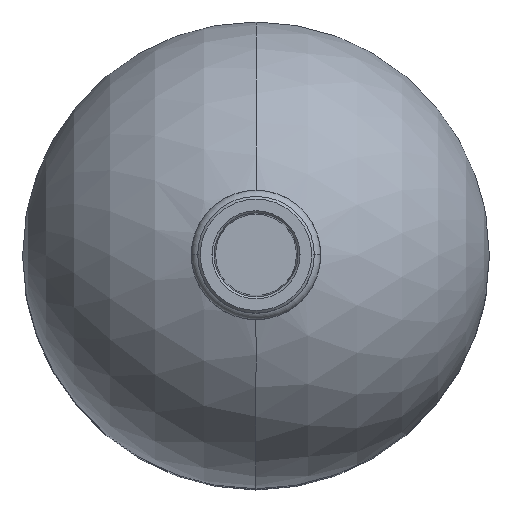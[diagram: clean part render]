
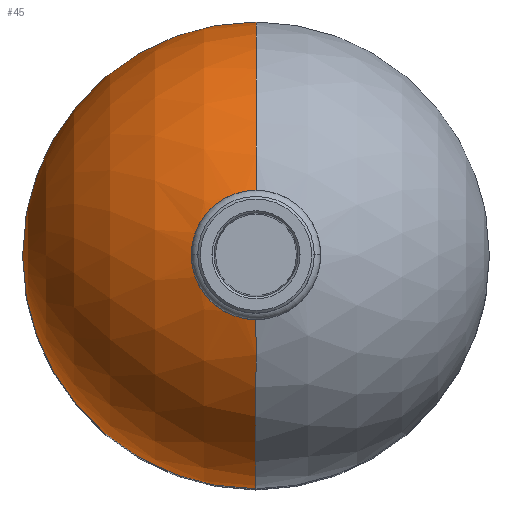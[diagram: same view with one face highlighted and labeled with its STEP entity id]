
A CAD part, top view. The second image highlights one B-rep face of the part: STEP entity #45.
In plain terms, the highlighted spherical face has radius 69.85 mm.
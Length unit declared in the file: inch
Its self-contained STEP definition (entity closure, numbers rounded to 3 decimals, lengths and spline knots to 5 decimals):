
#3 = DIRECTION ( 'NONE',  ( -1., 0., 0. ) ) ;
#9 = CARTESIAN_POINT ( 'NONE',  ( 0., 0., 4.25 ) ) ;
#28 = CARTESIAN_POINT ( 'NONE',  ( -2.75, 0., 4.25 ) ) ;
#36 = DIRECTION ( 'NONE',  ( -1., 0., 0. ) ) ;
#43 = AXIS2_PLACEMENT_3D ( 'NONE', #220, #376, #169 ) ;
#45 = ADVANCED_FACE ( 'NONE', ( #440 ), #232, .T. ) ;
#55 = AXIS2_PLACEMENT_3D ( 'NONE', #562, #128, #233 ) ;
#57 = DIRECTION ( 'NONE',  ( -1., 0., 0. ) ) ;
#71 = DIRECTION ( 'NONE',  ( 1., 0., 0. ) ) ;
#74 = CARTESIAN_POINT ( 'NONE',  ( -0.7625, 0., 6.89218 ) ) ;
#127 = CARTESIAN_POINT ( 'NONE',  ( 0., 0., 6.89218 ) ) ;
#128 = DIRECTION ( 'NONE',  ( 0., 0., 1. ) ) ;
#154 = VERTEX_POINT ( 'NONE', #179 ) ;
#169 = DIRECTION ( 'NONE',  ( 0., 0., -1. ) ) ;
#179 = CARTESIAN_POINT ( 'NONE',  ( 0., -2.75, 4.25 ) ) ;
#184 = ORIENTED_EDGE ( 'NONE', *, *, #199, .T. ) ;
#191 = VERTEX_POINT ( 'NONE', #345 ) ;
#199 = EDGE_CURVE ( 'NONE', #191, #282, #630, .T. ) ;
#205 = ORIENTED_EDGE ( 'NONE', *, *, #250, .T. ) ;
#220 = CARTESIAN_POINT ( 'NONE',  ( 0., 0., 4.25 ) ) ;
#222 = DIRECTION ( 'NONE',  ( 0., 0., 1. ) ) ;
#232 = SPHERICAL_SURFACE ( 'NONE', #412, 2.75 ) ;
#233 = DIRECTION ( 'NONE',  ( 1., 0., 0. ) ) ;
#240 = CIRCLE ( 'NONE', #627, 2.75 ) ;
#250 = EDGE_CURVE ( 'NONE', #282, #154, #240, .T. ) ;
#258 = ORIENTED_EDGE ( 'NONE', *, *, #573, .F. ) ;
#276 = AXIS2_PLACEMENT_3D ( 'NONE', #647, #426, #57 ) ;
#282 = VERTEX_POINT ( 'NONE', #28 ) ;
#292 = CARTESIAN_POINT ( 'NONE',  ( 0., 0.7625, 6.89218 ) ) ;
#294 = CARTESIAN_POINT ( 'NONE',  ( 0., -0.7625, 6.89218 ) ) ;
#335 = VERTEX_POINT ( 'NONE', #294 ) ;
#340 = DIRECTION ( 'NONE',  ( -1., 0., 0. ) ) ;
#345 = CARTESIAN_POINT ( 'NONE',  ( 0., 2.75, 4.25 ) ) ;
#376 = DIRECTION ( 'NONE',  ( 1., 0., 0. ) ) ;
#379 = CARTESIAN_POINT ( 'NONE',  ( 0., 0., 4.25 ) ) ;
#412 = AXIS2_PLACEMENT_3D ( 'NONE', #379, #3, #591 ) ;
#421 = EDGE_LOOP ( 'NONE', ( #205, #430, #258, #578, #442, #184 ) ) ;
#425 = EDGE_CURVE ( 'NONE', #587, #581, #470, .T. ) ;
#426 = DIRECTION ( 'NONE',  ( 0., 0., 1. ) ) ;
#430 = ORIENTED_EDGE ( 'NONE', *, *, #684, .T. ) ;
#440 = FACE_OUTER_BOUND ( 'NONE', #421, .T. ) ;
#441 = EDGE_CURVE ( 'NONE', #191, #587, #683, .T. ) ;
#442 = ORIENTED_EDGE ( 'NONE', *, *, #441, .F. ) ;
#455 = DIRECTION ( 'NONE',  ( 0., -1., 0. ) ) ;
#458 = DIRECTION ( 'NONE',  ( 0., 0., 1. ) ) ;
#470 = CIRCLE ( 'NONE', #276, 0.7625 ) ;
#562 = CARTESIAN_POINT ( 'NONE',  ( 0., 0., 4.25 ) ) ;
#573 = EDGE_CURVE ( 'NONE', #581, #335, #612, .T. ) ;
#578 = ORIENTED_EDGE ( 'NONE', *, *, #425, .F. ) ;
#581 = VERTEX_POINT ( 'NONE', #74 ) ;
#587 = VERTEX_POINT ( 'NONE', #292 ) ;
#591 = DIRECTION ( 'NONE',  ( 0., 1., 0. ) ) ;
#599 = AXIS2_PLACEMENT_3D ( 'NONE', #127, #458, #340 ) ;
#608 = CIRCLE ( 'NONE', #704, 2.75 ) ;
#612 = CIRCLE ( 'NONE', #599, 0.7625 ) ;
#624 = CARTESIAN_POINT ( 'NONE',  ( 0., 0., 4.25 ) ) ;
#627 = AXIS2_PLACEMENT_3D ( 'NONE', #9, #222, #71 ) ;
#630 = CIRCLE ( 'NONE', #55, 2.75 ) ;
#647 = CARTESIAN_POINT ( 'NONE',  ( 0., 0., 6.89218 ) ) ;
#683 = CIRCLE ( 'NONE', #43, 2.75 ) ;
#684 = EDGE_CURVE ( 'NONE', #154, #335, #608, .T. ) ;
#704 = AXIS2_PLACEMENT_3D ( 'NONE', #624, #36, #455 ) ;
